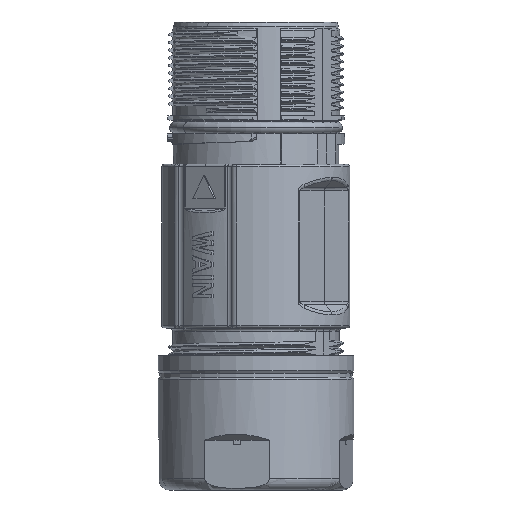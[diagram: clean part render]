
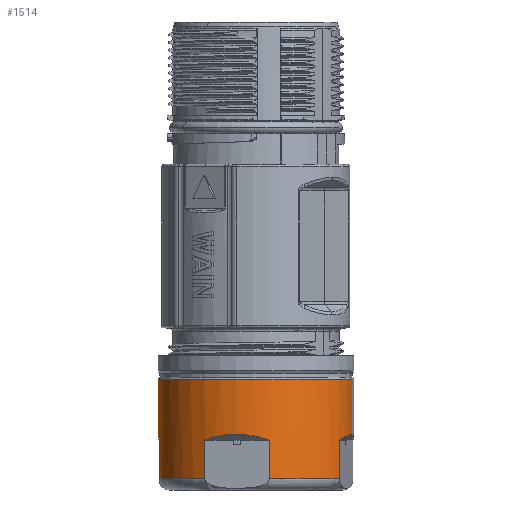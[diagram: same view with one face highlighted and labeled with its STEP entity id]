
A CAD part, left-side view. The second image highlights one B-rep face of the part: STEP entity #1514.
In plain terms, the highlighted cylindrical face has radius 12.75 mm (diameter 25.5 mm), a partial arc.
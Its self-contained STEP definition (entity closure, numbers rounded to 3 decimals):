
#567=B_SPLINE_CURVE_WITH_KNOTS('',3,(#13655,#13656,#13657,#13658),
 .UNSPECIFIED.,.F.,.F.,(4,4),(0.,1.),.UNSPECIFIED.);
#568=B_SPLINE_CURVE_WITH_KNOTS('',3,(#13664,#13665,#13666,#13667),
 .UNSPECIFIED.,.F.,.F.,(4,4),(0.,1.),.UNSPECIFIED.);
#574=B_SPLINE_CURVE_WITH_KNOTS('',3,(#13721,#13722,#13723,#13724),
 .UNSPECIFIED.,.F.,.F.,(4,4),(0.,1.),.UNSPECIFIED.);
#1514=ADVANCED_FACE('',(#2355),#2114,.T.);
#2114=CYLINDRICAL_SURFACE('',#10553,12.75);
#2355=FACE_OUTER_BOUND('',#2946,.T.);
#2946=EDGE_LOOP('',(#3996,#3997,#3998,#3999,#4000,#4001,#4002,#4003,#4004,
#4005,#4006,#4007));
#3590=CIRCLE('',#10517,12.75);
#3596=CIRCLE('',#10530,12.75);
#3597=CIRCLE('',#10531,12.75);
#3996=ORIENTED_EDGE('',*,*,#8223,.T.);
#3997=ORIENTED_EDGE('',*,*,#8175,.F.);
#3998=ORIENTED_EDGE('',*,*,#8224,.F.);
#3999=ORIENTED_EDGE('',*,*,#8193,.T.);
#4000=ORIENTED_EDGE('',*,*,#8225,.F.);
#4001=ORIENTED_EDGE('',*,*,#8192,.F.);
#4002=ORIENTED_EDGE('',*,*,#8215,.F.);
#4003=ORIENTED_EDGE('',*,*,#8171,.T.);
#4004=ORIENTED_EDGE('',*,*,#8214,.F.);
#4005=ORIENTED_EDGE('',*,*,#8178,.F.);
#4006=ORIENTED_EDGE('',*,*,#8226,.T.);
#4007=ORIENTED_EDGE('',*,*,#8195,.T.);
#7114=VERTEX_POINT('',#13644);
#7115=VERTEX_POINT('',#13646);
#7116=VERTEX_POINT('',#13652);
#7117=VERTEX_POINT('',#13654);
#7119=VERTEX_POINT('',#13663);
#7120=VERTEX_POINT('',#13668);
#7129=VERTEX_POINT('',#13713);
#7131=VERTEX_POINT('',#13720);
#7132=VERTEX_POINT('',#13727);
#7133=VERTEX_POINT('',#13728);
#7134=VERTEX_POINT('',#13739);
#7135=VERTEX_POINT('',#13741);
#8171=EDGE_CURVE('',#7114,#7115,#3590,.T.);
#8175=EDGE_CURVE('',#7117,#7116,#567,.T.);
#8178=EDGE_CURVE('',#7119,#7120,#568,.T.);
#8192=EDGE_CURVE('',#7131,#7129,#574,.T.);
#8193=EDGE_CURVE('',#7132,#7133,#3596,.T.);
#8195=EDGE_CURVE('',#7135,#7134,#3597,.T.);
#8214=EDGE_CURVE('',#7120,#7115,#9772,.T.);
#8215=EDGE_CURVE('',#7114,#7131,#9773,.T.);
#8223=EDGE_CURVE('',#7134,#7116,#9779,.T.);
#8224=EDGE_CURVE('',#7132,#7117,#9780,.T.);
#8225=EDGE_CURVE('',#7129,#7133,#9781,.T.);
#8226=EDGE_CURVE('',#7119,#7135,#9782,.T.);
#9772=LINE('',#13802,#10144);
#9773=LINE('',#13803,#10145);
#9779=LINE('',#13817,#10151);
#9780=LINE('',#13818,#10152);
#9781=LINE('',#13819,#10153);
#9782=LINE('',#13820,#10154);
#10144=VECTOR('',#11530,1.);
#10145=VECTOR('',#11531,1.);
#10151=VECTOR('',#11549,1.);
#10152=VECTOR('',#11550,1.);
#10153=VECTOR('',#11551,1.);
#10154=VECTOR('',#11552,1.);
#10517=AXIS2_PLACEMENT_3D('',#13647,#11457,#11458);
#10530=AXIS2_PLACEMENT_3D('',#13726,#11491,#11492);
#10531=AXIS2_PLACEMENT_3D('',#13740,#11493,#11494);
#10553=AXIS2_PLACEMENT_3D('',#13821,#11553,#11554);
#11457=DIRECTION('',(0.,0.,-1.));
#11458=DIRECTION('',(-0.205,-0.979,0.));
#11491=DIRECTION('',(0.,0.,1.));
#11492=DIRECTION('',(-0.99,-0.138,0.));
#11493=DIRECTION('',(0.,0.,1.));
#11494=DIRECTION('',(-0.138,0.99,0.));
#11530=DIRECTION('',(0.,0.,1.));
#11531=DIRECTION('',(0.,0.,-1.));
#11549=DIRECTION('',(0.,0.,1.));
#11550=DIRECTION('',(0.,0.,1.));
#11551=DIRECTION('',(0.,0.,-1.));
#11552=DIRECTION('',(0.,0.,-1.));
#11553=DIRECTION('',(0.,0.,-1.));
#11554=DIRECTION('',(-0.205,-0.979,0.));
#13644=CARTESIAN_POINT('',(-2.616,-12.479,14.429));
#13646=CARTESIAN_POINT('',(2.616,12.479,14.429));
#13647=CARTESIAN_POINT('',(0.,0.,14.429));
#13652=CARTESIAN_POINT('',(-10.861,6.679,6.5));
#13654=CARTESIAN_POINT('',(-12.629,-1.754,6.5));
#13655=CARTESIAN_POINT('',(-12.629,-1.754,6.5));
#13656=CARTESIAN_POINT('',(-13.039,1.199,7.507));
#13657=CARTESIAN_POINT('',(-12.423,4.138,7.508));
#13658=CARTESIAN_POINT('',(-10.861,6.679,6.5));
#13663=CARTESIAN_POINT('',(-1.754,12.629,6.5));
#13664=CARTESIAN_POINT('',(-1.754,12.629,6.5));
#13665=CARTESIAN_POINT('',(-0.289,12.832,7.));
#13666=CARTESIAN_POINT('',(1.168,12.782,7.25));
#13667=CARTESIAN_POINT('',(2.616,12.479,7.25));
#13668=CARTESIAN_POINT('',(2.616,12.479,7.25));
#13713=CARTESIAN_POINT('',(-6.679,-10.861,6.5));
#13720=CARTESIAN_POINT('',(-2.616,-12.479,7.25));
#13721=CARTESIAN_POINT('',(-2.616,-12.479,7.25));
#13722=CARTESIAN_POINT('',(-4.064,-12.175,7.25));
#13723=CARTESIAN_POINT('',(-5.419,-11.636,7.));
#13724=CARTESIAN_POINT('',(-6.679,-10.861,6.5));
#13726=CARTESIAN_POINT('',(0.,0.,1.5));
#13727=CARTESIAN_POINT('',(-12.629,-1.754,1.5));
#13728=CARTESIAN_POINT('',(-6.679,-10.861,1.5));
#13739=CARTESIAN_POINT('',(-10.861,6.679,1.5));
#13740=CARTESIAN_POINT('',(0.,0.,1.5));
#13741=CARTESIAN_POINT('',(-1.754,12.629,1.5));
#13802=CARTESIAN_POINT('',(2.616,12.479,7.25));
#13803=CARTESIAN_POINT('',(-2.616,-12.479,14.429));
#13817=CARTESIAN_POINT('',(-10.861,6.679,6.5));
#13818=CARTESIAN_POINT('',(-12.629,-1.754,6.5));
#13819=CARTESIAN_POINT('',(-6.679,-10.861,6.5));
#13820=CARTESIAN_POINT('',(-1.754,12.629,6.5));
#13821=CARTESIAN_POINT('',(0.,0.,29.096));
